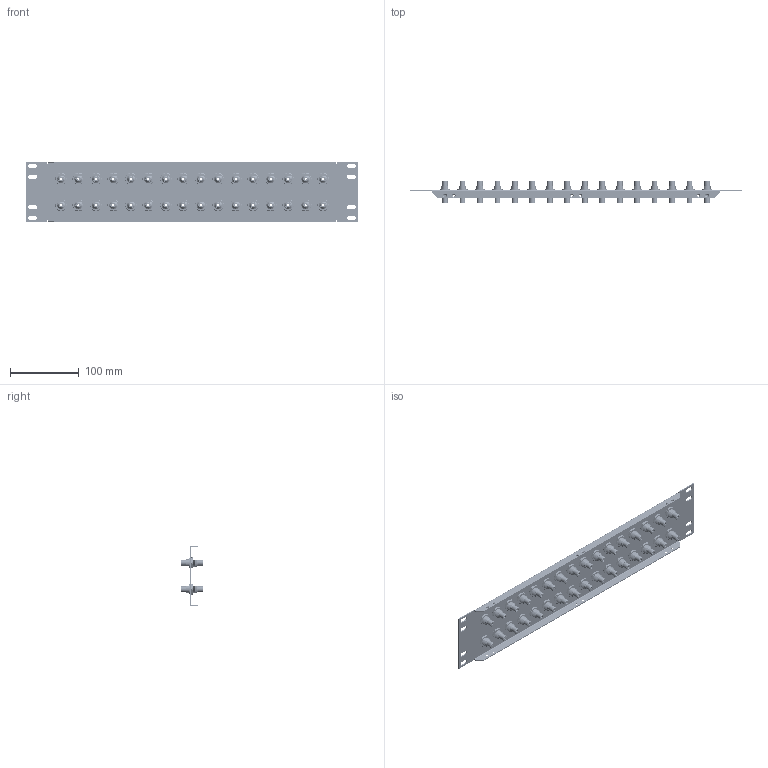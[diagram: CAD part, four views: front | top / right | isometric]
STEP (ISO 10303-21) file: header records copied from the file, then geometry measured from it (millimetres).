
FILE_DESCRIPTION (( 'STEP AP203' ), '1' );
FILE_NAME ('PR35RCA32.STEP', '2015-04-08T17:58:48', ( 'x' ), ( '' ), 'SwSTEP 2.0', 'SolidWorks 2014', '' );
FILE_SCHEMA (( 'CONFIG_CONTROL_DESIGN' ));
Length unit declared in the file: inch
Products named in the file (6): PR35-32-MA1; BA400; 3AA03-005; 3AA02-008; PR35RCA32
Assembly tree (36 placements, depth 3):
  PR35RCA32
    PR35-32-MA1
    BA400  x32
      BA400
      3AA03-005
      3AA02-008
Bounding box: 482.6 x 33.02 x 88.39 mm (x, y, z)
Volume: 153196.8 mm3; surface area: 180186.7 mm2
Topology: 97 solids, 97 shells, 7769 faces, 19742 edges, 12444 vertices
Faces by surface type: cylinder 2796, plane 2477, cone 2136, bspline 360
Entity records: 56434 total; most frequent: CARTESIAN_POINT 26222, ORIENTED_EDGE 6562, DIRECTION 4710, EDGE_CURVE 3281, VERTEX_POINT 2152, LINE 2114, VECTOR 2114, EDGE_LOOP 1429
